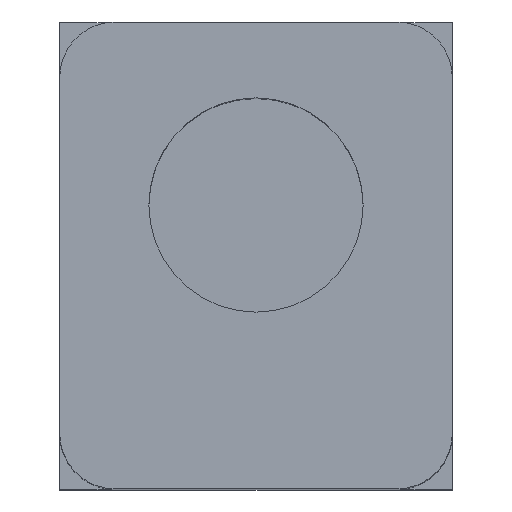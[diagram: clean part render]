
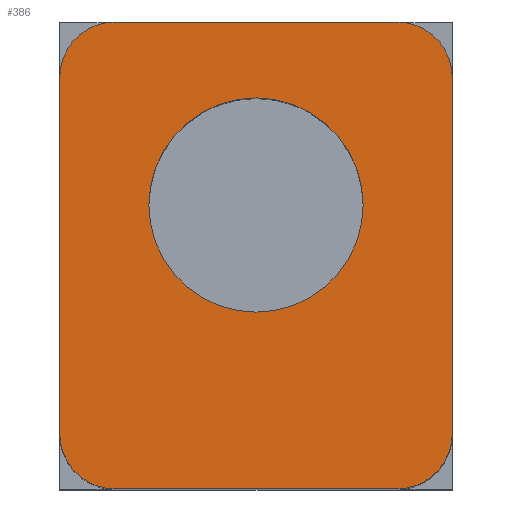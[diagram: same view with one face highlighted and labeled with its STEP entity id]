
A CAD part, top view. The second image highlights one B-rep face of the part: STEP entity #386.
In plain terms, the highlighted planar face has unit normal (0, 0, 1).
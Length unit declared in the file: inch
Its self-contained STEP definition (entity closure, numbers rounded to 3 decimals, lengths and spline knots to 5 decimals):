
#1 = DIRECTION ( 'NONE',  ( 1., 0., 0. ) ) ;
#5 = EDGE_CURVE ( 'NONE', #436, #748, #566, .T. ) ;
#25 = FACE_OUTER_BOUND ( 'NONE', #579, .T. ) ;
#29 = LINE ( 'NONE', #398, #379 ) ;
#33 = AXIS2_PLACEMENT_3D ( 'NONE', #456, #447, #823 ) ;
#42 = EDGE_CURVE ( 'NONE', #608, #516, #627, .T. ) ;
#51 = CIRCLE ( 'NONE', #505, 0.05 ) ;
#55 = DIRECTION ( 'NONE',  ( 0., 0., 1. ) ) ;
#62 = DIRECTION ( 'NONE',  ( 1., 0., 0. ) ) ;
#82 = LINE ( 'NONE', #833, #970 ) ;
#99 = AXIS2_PLACEMENT_3D ( 'NONE', #751, #1118, #1 ) ;
#100 = EDGE_CURVE ( 'NONE', #700, #246, #986, .T. ) ;
#156 = CARTESIAN_POINT ( 'NONE',  ( 0.304, 0.421, 0. ) ) ;
#158 = ORIENTED_EDGE ( 'NONE', *, *, #750, .T. ) ;
#173 = AXIS2_PLACEMENT_3D ( 'NONE', #1167, #55, #62 ) ;
#178 = EDGE_CURVE ( 'NONE', #338, #725, #51, .T. ) ;
#182 = EDGE_LOOP ( 'NONE', ( #492, #869 ) ) ;
#188 = DIRECTION ( 'NONE',  ( 0., 0., 1. ) ) ;
#197 = CARTESIAN_POINT ( 'NONE',  ( 0.304, 0.05, 0. ) ) ;
#221 = VERTEX_POINT ( 'NONE', #156 ) ;
#222 = CARTESIAN_POINT ( 'NONE',  ( 0.2736, 0.256, 0. ) ) ;
#224 = CARTESIAN_POINT ( 'NONE',  ( 0.05, 0.05, 0. ) ) ;
#246 = VERTEX_POINT ( 'NONE', #351 ) ;
#279 = CIRCLE ( 'NONE', #173, 0.0966 ) ;
#301 = ORIENTED_EDGE ( 'NONE', *, *, #5, .T. ) ;
#313 = CARTESIAN_POINT ( 'NONE',  ( 0.354, 0.371, 0. ) ) ;
#317 = LINE ( 'NONE', #984, #1125 ) ;
#328 = ORIENTED_EDGE ( 'NONE', *, *, #519, .T. ) ;
#330 = LINE ( 'NONE', #610, #1128 ) ;
#338 = VERTEX_POINT ( 'NONE', #457 ) ;
#351 = CARTESIAN_POINT ( 'NONE',  ( 0., 0.371, 0. ) ) ;
#379 = VECTOR ( 'NONE', #954, 39.37008 ) ;
#386 = ADVANCED_FACE ( 'NONE', ( #393, #25 ), #403, .T. ) ;
#393 = FACE_BOUND ( 'NONE', #182, .T. ) ;
#398 = CARTESIAN_POINT ( 'NONE',  ( 0.354, 0.05, 0. ) ) ;
#403 = PLANE ( 'NONE',  #1065 ) ;
#405 = DIRECTION ( 'NONE',  ( 0., 0., 1. ) ) ;
#433 = ORIENTED_EDGE ( 'NONE', *, *, #1067, .T. ) ;
#436 = VERTEX_POINT ( 'NONE', #864 ) ;
#447 = DIRECTION ( 'NONE',  ( 0., 0., 1. ) ) ;
#455 = CARTESIAN_POINT ( 'NONE',  ( 0.05, 0.421, 0. ) ) ;
#456 = CARTESIAN_POINT ( 'NONE',  ( 0.05, 0.371, 0. ) ) ;
#457 = CARTESIAN_POINT ( 'NONE',  ( 0., 0.05, 0. ) ) ;
#459 = DIRECTION ( 'NONE',  ( 1., 0., 0. ) ) ;
#492 = ORIENTED_EDGE ( 'NONE', *, *, #42, .F. ) ;
#505 = AXIS2_PLACEMENT_3D ( 'NONE', #224, #405, #1186 ) ;
#516 = VERTEX_POINT ( 'NONE', #794 ) ;
#519 = EDGE_CURVE ( 'NONE', #246, #338, #317, .T. ) ;
#529 = CARTESIAN_POINT ( 'NONE',  ( 0.177, 0.256, 0. ) ) ;
#556 = DIRECTION ( 'NONE',  ( 0., 0., 1. ) ) ;
#566 = CIRCLE ( 'NONE', #1145, 0.05 ) ;
#573 = CARTESIAN_POINT ( 'NONE',  ( 0.354, 0.05, 0. ) ) ;
#577 = VERTEX_POINT ( 'NONE', #313 ) ;
#579 = EDGE_LOOP ( 'NONE', ( #1029, #433, #301, #158, #1069, #675, #1148, #328 ) ) ;
#608 = VERTEX_POINT ( 'NONE', #222 ) ;
#610 = CARTESIAN_POINT ( 'NONE',  ( 0.05, 0.421, 0. ) ) ;
#627 = CIRCLE ( 'NONE', #933, 0.0966 ) ;
#675 = ORIENTED_EDGE ( 'NONE', *, *, #1168, .T. ) ;
#677 = CARTESIAN_POINT ( 'NONE',  ( 0.05, 0., 0. ) ) ;
#700 = VERTEX_POINT ( 'NONE', #455 ) ;
#725 = VERTEX_POINT ( 'NONE', #677 ) ;
#748 = VERTEX_POINT ( 'NONE', #573 ) ;
#750 = EDGE_CURVE ( 'NONE', #748, #577, #29, .T. ) ;
#751 = CARTESIAN_POINT ( 'NONE',  ( 0.304, 0.371, 0. ) ) ;
#775 = DIRECTION ( 'NONE',  ( 0., 0., 1. ) ) ;
#794 = CARTESIAN_POINT ( 'NONE',  ( 0.0804, 0.256, 0. ) ) ;
#823 = DIRECTION ( 'NONE',  ( 1., 0., 0. ) ) ;
#833 = CARTESIAN_POINT ( 'NONE',  ( 0.05, 0., 0. ) ) ;
#864 = CARTESIAN_POINT ( 'NONE',  ( 0.304, 0., 0. ) ) ;
#869 = ORIENTED_EDGE ( 'NONE', *, *, #874, .F. ) ;
#874 = EDGE_CURVE ( 'NONE', #516, #608, #279, .T. ) ;
#933 = AXIS2_PLACEMENT_3D ( 'NONE', #529, #556, #1000 ) ;
#941 = CARTESIAN_POINT ( 'NONE',  ( 0.05, 0.05, 0. ) ) ;
#954 = DIRECTION ( 'NONE',  ( 0., 1., 0. ) ) ;
#970 = VECTOR ( 'NONE', #459, 39.37008 ) ;
#984 = CARTESIAN_POINT ( 'NONE',  ( 0., 0.05, 0. ) ) ;
#986 = CIRCLE ( 'NONE', #33, 0.05 ) ;
#1000 = DIRECTION ( 'NONE',  ( 1., 0., 0. ) ) ;
#1029 = ORIENTED_EDGE ( 'NONE', *, *, #178, .T. ) ;
#1033 = DIRECTION ( 'NONE',  ( 1., 0., 0. ) ) ;
#1065 = AXIS2_PLACEMENT_3D ( 'NONE', #941, #775, #1127 ) ;
#1067 = EDGE_CURVE ( 'NONE', #725, #436, #82, .T. ) ;
#1069 = ORIENTED_EDGE ( 'NONE', *, *, #1136, .T. ) ;
#1080 = DIRECTION ( 'NONE',  ( -1., 0., 0. ) ) ;
#1088 = DIRECTION ( 'NONE',  ( 0., -1., 0. ) ) ;
#1118 = DIRECTION ( 'NONE',  ( 0., 0., 1. ) ) ;
#1125 = VECTOR ( 'NONE', #1088, 39.37008 ) ;
#1127 = DIRECTION ( 'NONE',  ( 1., 0., 0. ) ) ;
#1128 = VECTOR ( 'NONE', #1080, 39.37008 ) ;
#1136 = EDGE_CURVE ( 'NONE', #577, #221, #1187, .T. ) ;
#1145 = AXIS2_PLACEMENT_3D ( 'NONE', #197, #188, #1033 ) ;
#1148 = ORIENTED_EDGE ( 'NONE', *, *, #100, .T. ) ;
#1167 = CARTESIAN_POINT ( 'NONE',  ( 0.177, 0.256, 0. ) ) ;
#1168 = EDGE_CURVE ( 'NONE', #221, #700, #330, .T. ) ;
#1186 = DIRECTION ( 'NONE',  ( 1., 0., 0. ) ) ;
#1187 = CIRCLE ( 'NONE', #99, 0.05 ) ;
